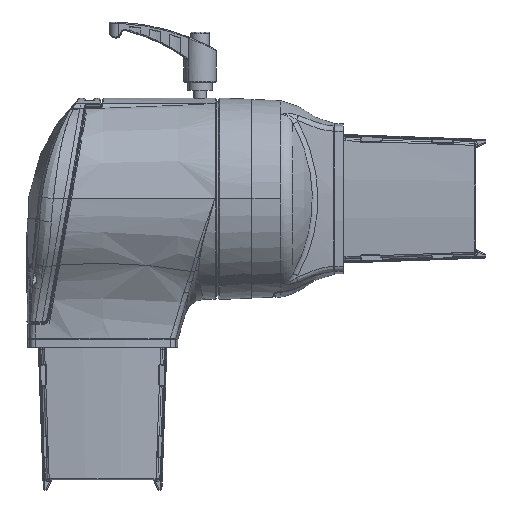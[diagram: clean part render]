
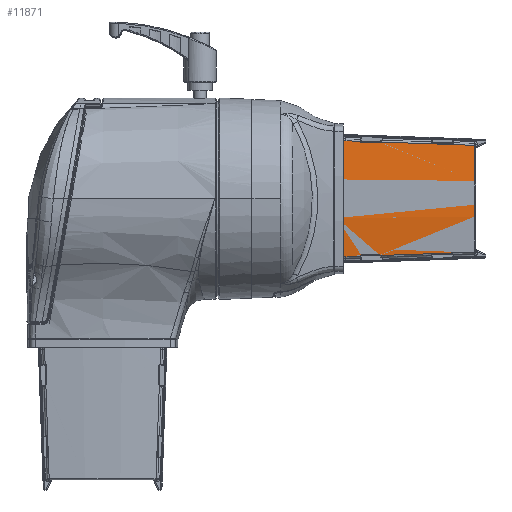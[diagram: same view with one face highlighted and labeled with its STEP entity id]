
A CAD part, left-side view. The second image highlights one B-rep face of the part: STEP entity #11871.
In plain terms, the highlighted cylindrical face has radius 249 mm (diameter 498 mm), a partial arc.
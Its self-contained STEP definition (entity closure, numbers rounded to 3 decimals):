
#8602=CARTESIAN_POINT('',(227.25,-60.2,0.));
#8603=DIRECTION('',(0.,1.,0.));
#8604=DIRECTION('',(-0.993,0.,-0.116));
#8605=AXIS2_PLACEMENT_3D('',#8602,#8603,#8604);
#8607=DIRECTION('',(0.,-1.,0.));
#8608=VECTOR('',#8607,3.983);
#8609=CARTESIAN_POINT('',(-20.071,-60.2,28.866));
#8610=LINE('',#8609,#8608);
#8611=CARTESIAN_POINT('',(-20.102,-71.7,28.602));
#8612=CARTESIAN_POINT('',(-20.097,-70.461,
28.646));
#8613=CARTESIAN_POINT('',(-20.087,-67.97,
28.733));
#8614=CARTESIAN_POINT('',(-20.076,-65.45,
28.821));
#8615=CARTESIAN_POINT('',(-20.071,-64.183,
28.866));
#8617=CARTESIAN_POINT('',(227.25,-71.7,0.));
#8618=DIRECTION('',(0.,-1.,0.));
#8619=DIRECTION('',(-0.993,0.,0.115));
#8620=AXIS2_PLACEMENT_3D('',#8617,#8618,#8619);
#8622=CARTESIAN_POINT('',(-20.114,-71.7,28.5));
#8623=CARTESIAN_POINT('',(-20.121,-71.7,28.432));
#8624=CARTESIAN_POINT('',(-20.136,-71.726,
28.306));
#8625=CARTESIAN_POINT('',(-20.155,-71.836,
28.137));
#8626=CARTESIAN_POINT('',(-20.168,-72.006,
28.026));
#8627=CARTESIAN_POINT('',(-20.171,-72.132,
28.));
#8628=CARTESIAN_POINT('',(-20.171,-72.2,28.));
#8630=DIRECTION('',(0.,-1.,0.));
#8631=VECTOR('',#8630,9.189);
#8632=CARTESIAN_POINT('',(-20.171,-72.2,28.));
#8633=LINE('',#8632,#8631);
#8634=CARTESIAN_POINT('',(-20.171,-81.389,
28.));
#8635=CARTESIAN_POINT('',(-20.171,-81.457,
28.));
#8636=CARTESIAN_POINT('',(-20.168,-81.585,
28.027));
#8637=CARTESIAN_POINT('',(-20.16,-81.694,
28.098));
#8638=CARTESIAN_POINT('',(-20.154,-81.742,
28.146));
#8640=CARTESIAN_POINT('',(-20.154,-81.742,
28.146));
#8641=CARTESIAN_POINT('',(-20.15,-81.776,
28.18));
#8642=CARTESIAN_POINT('',(-20.146,-81.809,
28.213));
#8643=CARTESIAN_POINT('',(-20.143,-81.843,
28.247));
#8645=CARTESIAN_POINT('',(-20.325,-128.7,
26.604));
#8646=CARTESIAN_POINT('',(-20.306,-123.797,
26.776));
#8647=CARTESIAN_POINT('',(-20.268,-113.79,
27.127));
#8648=CARTESIAN_POINT('',(-20.208,-98.303,
27.67));
#8649=CARTESIAN_POINT('',(-20.165,-87.41,
28.052));
#8650=CARTESIAN_POINT('',(-20.143,-81.843,
28.247));
#8652=CARTESIAN_POINT('',(227.25,-128.7,0.));
#8653=DIRECTION('',(0.,-1.,0.));
#8654=DIRECTION('',(-0.994,0.,0.107));
#8655=AXIS2_PLACEMENT_3D('',#8652,#8653,#8654);
#8657=CARTESIAN_POINT('',(-20.325,-128.7,
-26.604));
#8658=CARTESIAN_POINT('',(-20.306,-123.797,
-26.776));
#8659=CARTESIAN_POINT('',(-20.268,-113.789,
-27.127));
#8660=CARTESIAN_POINT('',(-20.208,-98.302,
-27.67));
#8661=CARTESIAN_POINT('',(-20.165,-87.41,
-28.052));
#8662=CARTESIAN_POINT('',(-20.143,-81.843,
-28.247));
#8664=CARTESIAN_POINT('',(-20.143,-81.843,
-28.247));
#8665=CARTESIAN_POINT('',(-20.146,-81.809,
-28.213));
#8666=CARTESIAN_POINT('',(-20.15,-81.776,
-28.18));
#8667=CARTESIAN_POINT('',(-20.154,-81.742,
-28.146));
#8669=CARTESIAN_POINT('',(-20.154,-81.742,
-28.146));
#8670=CARTESIAN_POINT('',(-20.16,-81.694,
-28.098));
#8671=CARTESIAN_POINT('',(-20.168,-81.585,
-28.027));
#8672=CARTESIAN_POINT('',(-20.171,-81.457,
-28.));
#8673=CARTESIAN_POINT('',(-20.171,-81.389,
-28.));
#8675=DIRECTION('',(0.,-1.,0.));
#8676=VECTOR('',#8675,9.189);
#8677=CARTESIAN_POINT('',(-20.171,-72.2,-28.));
#8678=LINE('',#8677,#8676);
#8679=CARTESIAN_POINT('',(-20.171,-72.2,-28.));
#8680=CARTESIAN_POINT('',(-20.171,-72.132,
-28.));
#8681=CARTESIAN_POINT('',(-20.168,-72.006,
-28.026));
#8682=CARTESIAN_POINT('',(-20.155,-71.837,
-28.137));
#8683=CARTESIAN_POINT('',(-20.136,-71.726,
-28.306));
#8684=CARTESIAN_POINT('',(-20.121,-71.7,-28.432));
#8685=CARTESIAN_POINT('',(-20.114,-71.7,-28.5));
#8687=CARTESIAN_POINT('',(227.25,-71.7,0.));
#8688=DIRECTION('',(0.,-1.,0.));
#8689=DIRECTION('',(-0.993,0.,-0.114));
#8690=AXIS2_PLACEMENT_3D('',#8687,#8688,#8689);
#8692=CARTESIAN_POINT('',(-20.102,-71.7,-28.602));
#8693=CARTESIAN_POINT('',(-20.097,-70.461,
-28.646));
#8694=CARTESIAN_POINT('',(-20.087,-67.97,
-28.733));
#8695=CARTESIAN_POINT('',(-20.076,-65.45,
-28.821));
#8696=CARTESIAN_POINT('',(-20.071,-64.183,
-28.866));
#8698=DIRECTION('',(0.,1.,0.));
#8699=VECTOR('',#8698,3.983);
#8700=CARTESIAN_POINT('',(-20.071,-64.183,
-28.866));
#8701=LINE('',#8700,#8699);
#9166=CARTESIAN_POINT('',(-20.102,-71.7,-28.602));
#9181=CARTESIAN_POINT('',(-20.071,-64.183,
-28.866));
#9221=CARTESIAN_POINT('',(-20.143,-81.843,
-28.247));
#9280=CARTESIAN_POINT('',(-20.071,-64.183,
28.866));
#9303=CARTESIAN_POINT('',(-20.325,-128.7,
26.604));
#9305=CARTESIAN_POINT('',(-20.143,-81.843,
28.247));
#10890=VERTEX_POINT('',#9181);
#10894=VERTEX_POINT('',#9280);
#10967=VERTEX_POINT('',#9166);
#10971=VERTEX_POINT('',#8611);
#10978=VERTEX_POINT('',#9221);
#10979=VERTEX_POINT('',#9305);
#11080=CARTESIAN_POINT('',(-20.171,-72.2,-28.));
#11081=CARTESIAN_POINT('',(-20.171,-81.389,
-28.));
#11082=VERTEX_POINT('',#11080);
#11083=VERTEX_POINT('',#11081);
#11084=CARTESIAN_POINT('',(-20.114,-71.7,-28.5));
#11085=VERTEX_POINT('',#11084);
#11086=VERTEX_POINT('',#8667);
#11087=CARTESIAN_POINT('',(-20.114,-71.7,28.5));
#11088=VERTEX_POINT('',#11087);
#11089=CARTESIAN_POINT('',(-20.171,-72.2,28.));
#11090=CARTESIAN_POINT('',(-20.171,-81.389,
28.));
#11091=VERTEX_POINT('',#11089);
#11092=VERTEX_POINT('',#11090);
#11093=VERTEX_POINT('',#8640);
#11136=VERTEX_POINT('',#9303);
#11138=CARTESIAN_POINT('',(-20.325,-128.7,-26.604));
#11139=VERTEX_POINT('',#11138);
#11184=CARTESIAN_POINT('',(-20.071,-60.2,28.866));
#11185=CARTESIAN_POINT('',(-20.071,-60.2,-28.866));
#11186=VERTEX_POINT('',#11184);
#11187=VERTEX_POINT('',#11185);
#11828=CARTESIAN_POINT('',(227.25,-59.2,0.));
#11829=DIRECTION('',(0.,-1.,0.));
#11830=DIRECTION('',(-1.,0.,0.));
#11831=AXIS2_PLACEMENT_3D('',#11828,#11829,#11830);
#11832=CYLINDRICAL_SURFACE('',#11831,249.);
#11834=ORIENTED_EDGE('',*,*,#11833,.T.);
#11836=ORIENTED_EDGE('',*,*,#11835,.T.);
#11838=ORIENTED_EDGE('',*,*,#11837,.F.);
#11840=ORIENTED_EDGE('',*,*,#11839,.T.);
#11842=ORIENTED_EDGE('',*,*,#11841,.T.);
#11844=ORIENTED_EDGE('',*,*,#11843,.T.);
#11846=ORIENTED_EDGE('',*,*,#11845,.T.);
#11848=ORIENTED_EDGE('',*,*,#11847,.T.);
#11850=ORIENTED_EDGE('',*,*,#11849,.F.);
#11852=ORIENTED_EDGE('',*,*,#11851,.T.);
#11854=ORIENTED_EDGE('',*,*,#11853,.T.);
#11856=ORIENTED_EDGE('',*,*,#11855,.T.);
#11858=ORIENTED_EDGE('',*,*,#11857,.T.);
#11860=ORIENTED_EDGE('',*,*,#11859,.F.);
#11862=ORIENTED_EDGE('',*,*,#11861,.T.);
#11864=ORIENTED_EDGE('',*,*,#11863,.T.);
#11866=ORIENTED_EDGE('',*,*,#11865,.T.);
#11868=ORIENTED_EDGE('',*,*,#11867,.T.);
#11869=EDGE_LOOP('',(#11834,#11836,#11838,#11840,#11842,#11844,#11846,#11848,
#11850,#11852,#11854,#11856,#11858,#11860,#11862,#11864,#11866,#11868));
#11870=FACE_OUTER_BOUND('',#11869,.F.);
#8606=CIRCLE('',#8605,249.);
#8616=B_SPLINE_CURVE_WITH_KNOTS('',3,(#8611,#8612,#8613,#8614,#8615),
.UNSPECIFIED.,.F.,.F.,(4,1,4),(0.,0.5,1.),.UNSPECIFIED.);
#8621=CIRCLE('',#8620,249.);
#8629=B_SPLINE_CURVE_WITH_KNOTS('',3,(#8622,#8623,#8624,#8625,#8626,#8627,
#8628),.UNSPECIFIED.,.F.,.F.,(4,1,1,1,4),(0.,0.25,0.5,0.75,1.),
.UNSPECIFIED.);
#8639=B_SPLINE_CURVE_WITH_KNOTS('',3,(#8634,#8635,#8636,#8637,#8638),
.UNSPECIFIED.,.F.,.F.,(4,1,4),(0.,0.5,1.),.UNSPECIFIED.);
#8644=B_SPLINE_CURVE_WITH_KNOTS('',3,(#8640,#8641,#8642,#8643),.UNSPECIFIED.,
.F.,.F.,(4,4),(0.,1.),.UNSPECIFIED.);
#8651=B_SPLINE_CURVE_WITH_KNOTS('',3,(#8645,#8646,#8647,#8648,#8649,#8650),
.UNSPECIFIED.,.F.,.F.,(4,1,1,4),(0.,0.333,0.667,1.),
.UNSPECIFIED.);
#8656=CIRCLE('',#8655,249.);
#8663=B_SPLINE_CURVE_WITH_KNOTS('',3,(#8657,#8658,#8659,#8660,#8661,#8662),
.UNSPECIFIED.,.F.,.F.,(4,1,1,4),(0.,0.333,0.667,1.),
.UNSPECIFIED.);
#8668=B_SPLINE_CURVE_WITH_KNOTS('',3,(#8664,#8665,#8666,#8667),.UNSPECIFIED.,
.F.,.F.,(4,4),(0.,1.),.UNSPECIFIED.);
#8674=B_SPLINE_CURVE_WITH_KNOTS('',3,(#8669,#8670,#8671,#8672,#8673),
.UNSPECIFIED.,.F.,.F.,(4,1,4),(0.,0.5,1.),.UNSPECIFIED.);
#8686=B_SPLINE_CURVE_WITH_KNOTS('',3,(#8679,#8680,#8681,#8682,#8683,#8684,
#8685),.UNSPECIFIED.,.F.,.F.,(4,1,1,1,4),(0.,0.25,0.5,0.75,1.),
.UNSPECIFIED.);
#8691=CIRCLE('',#8690,249.);
#8697=B_SPLINE_CURVE_WITH_KNOTS('',3,(#8692,#8693,#8694,#8695,#8696),
.UNSPECIFIED.,.F.,.F.,(4,1,4),(0.,0.5,1.),.UNSPECIFIED.);
#11833=EDGE_CURVE('',#11187,#11186,#8606,.T.);
#11835=EDGE_CURVE('',#11186,#10894,#8610,.T.);
#11837=EDGE_CURVE('',#10971,#10894,#8616,.T.);
#11839=EDGE_CURVE('',#10971,#11088,#8621,.T.);
#11841=EDGE_CURVE('',#11088,#11091,#8629,.T.);
#11843=EDGE_CURVE('',#11091,#11092,#8633,.T.);
#11845=EDGE_CURVE('',#11092,#11093,#8639,.T.);
#11847=EDGE_CURVE('',#11093,#10979,#8644,.T.);
#11849=EDGE_CURVE('',#11136,#10979,#8651,.T.);
#11851=EDGE_CURVE('',#11136,#11139,#8656,.T.);
#11853=EDGE_CURVE('',#11139,#10978,#8663,.T.);
#11855=EDGE_CURVE('',#10978,#11086,#8668,.T.);
#11857=EDGE_CURVE('',#11086,#11083,#8674,.T.);
#11859=EDGE_CURVE('',#11082,#11083,#8678,.T.);
#11861=EDGE_CURVE('',#11082,#11085,#8686,.T.);
#11863=EDGE_CURVE('',#11085,#10967,#8691,.T.);
#11865=EDGE_CURVE('',#10967,#10890,#8697,.T.);
#11867=EDGE_CURVE('',#10890,#11187,#8701,.T.);
#11871=ADVANCED_FACE('',(#11870),#11832,.T.);
